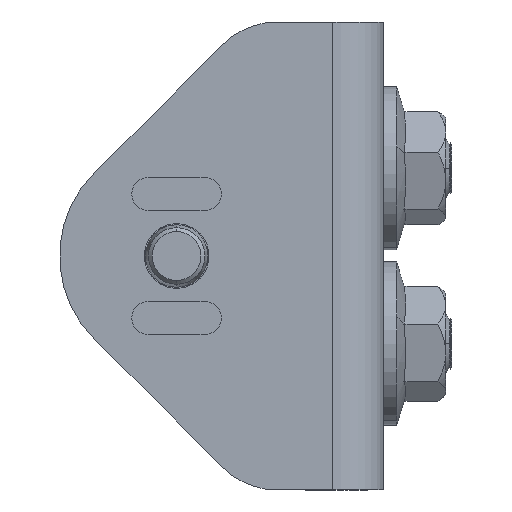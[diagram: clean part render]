
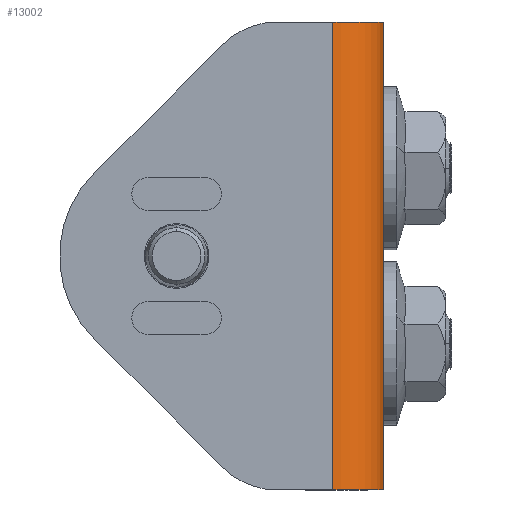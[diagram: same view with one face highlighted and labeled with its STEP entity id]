
A CAD part, left-side view. The second image highlights one B-rep face of the part: STEP entity #13002.
In plain terms, the highlighted cylindrical face has radius 6.5 mm (diameter 13 mm), a partial arc.
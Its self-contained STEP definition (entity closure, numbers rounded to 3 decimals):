
#66 = ORIENTED_EDGE ( 'NONE', *, *, #2072, .F. ) ;
#544 = ORIENTED_EDGE ( 'NONE', *, *, #1973, .F. ) ;
#1043 = CARTESIAN_POINT ( 'NONE',  ( 6.5, -26.5, 30. ) ) ;
#1069 = DIRECTION ( 'NONE',  ( 0., 0., 1. ) ) ;
#1105 = CARTESIAN_POINT ( 'NONE',  ( 0., -20., 30. ) ) ;
#1131 = CARTESIAN_POINT ( 'NONE',  ( 6.5, -26.5, -20. ) ) ;
#1973 = EDGE_CURVE ( 'NONE', #4045, #7366, #4855, .T. ) ;
#2016 = CARTESIAN_POINT ( 'NONE',  ( 6.5, -20., -60.547 ) ) ;
#2072 = EDGE_CURVE ( 'NONE', #3523, #12871, #8442, .T. ) ;
#2206 = DIRECTION ( 'NONE',  ( 0., 0., -1. ) ) ;
#2313 = CARTESIAN_POINT ( 'NONE',  ( 6.5, -20., -30. ) ) ;
#3391 = DIRECTION ( 'NONE',  ( 0., -1., 0. ) ) ;
#3523 = VERTEX_POINT ( 'NONE', #5205 ) ;
#3996 = LINE ( 'NONE', #10078, #12347 ) ;
#4045 = VERTEX_POINT ( 'NONE', #1105 ) ;
#4513 = AXIS2_PLACEMENT_3D ( 'NONE', #7383, #1069, #8409 ) ;
#4828 = CYLINDRICAL_SURFACE ( 'NONE', #12048, 6.5 ) ;
#4855 = CIRCLE ( 'NONE', #4513, 6.5 ) ;
#4856 = DIRECTION ( 'NONE',  ( 0., 0., -1. ) ) ;
#5164 = ORIENTED_EDGE ( 'NONE', *, *, #9046, .F. ) ;
#5205 = CARTESIAN_POINT ( 'NONE',  ( 6.5, -26.5, -30. ) ) ;
#6259 = DIRECTION ( 'NONE',  ( 0., 0., 1. ) ) ;
#6951 = CARTESIAN_POINT ( 'NONE',  ( 0., -20., -30. ) ) ;
#7273 = LINE ( 'NONE', #1131, #12489 ) ;
#7366 = VERTEX_POINT ( 'NONE', #1043 ) ;
#7383 = CARTESIAN_POINT ( 'NONE',  ( 6.5, -20., 30. ) ) ;
#8056 = EDGE_CURVE ( 'NONE', #4045, #12871, #3996, .T. ) ;
#8409 = DIRECTION ( 'NONE',  ( 0., -1., 0. ) ) ;
#8442 = CIRCLE ( 'NONE', #11509, 6.5 ) ;
#9046 = EDGE_CURVE ( 'NONE', #7366, #3523, #7273, .T. ) ;
#9679 = DIRECTION ( 'NONE',  ( 0., 0., -1. ) ) ;
#10078 = CARTESIAN_POINT ( 'NONE',  ( 0., -20., -20. ) ) ;
#10411 = FACE_OUTER_BOUND ( 'NONE', #10662, .T. ) ;
#10662 = EDGE_LOOP ( 'NONE', ( #66, #5164, #544, #11713 ) ) ;
#11509 = AXIS2_PLACEMENT_3D ( 'NONE', #2313, #9679, #3391 ) ;
#11713 = ORIENTED_EDGE ( 'NONE', *, *, #8056, .T. ) ;
#12048 = AXIS2_PLACEMENT_3D ( 'NONE', #2016, #6259, #12509 ) ;
#12347 = VECTOR ( 'NONE', #4856, 1000. ) ;
#12489 = VECTOR ( 'NONE', #2206, 1000. ) ;
#12509 = DIRECTION ( 'NONE',  ( 0., -1., 0. ) ) ;
#12871 = VERTEX_POINT ( 'NONE', #6951 ) ;
#13002 = ADVANCED_FACE ( 'NONE', ( #10411 ), #4828, .T. ) ;
